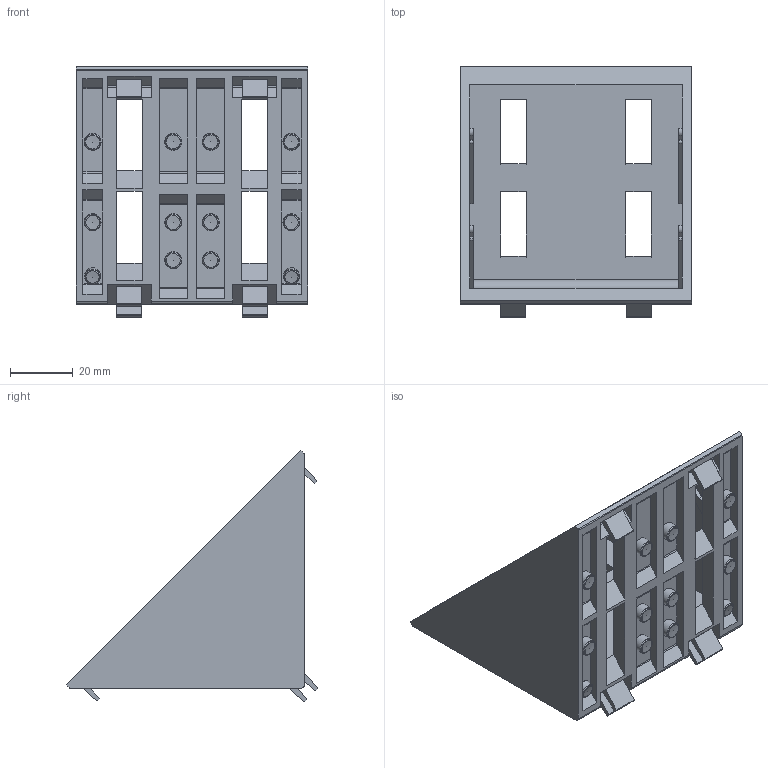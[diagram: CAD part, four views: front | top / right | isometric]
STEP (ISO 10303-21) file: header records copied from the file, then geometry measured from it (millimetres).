
FILE_DESCRIPTION(/* description */ ('STEP AP214'),/* implementation_level */ '2;1');
FILE_NAME(/* name */ '093W803N08',/* time_stamp */ '2022-07-08T09:52:19+02:00',/* author */ ('License CC BY-ND 4.0'),/* organization */ ('CADENAS'),/* preprocessor_version */ 'ST-DEVELOPER v18.102',/* originating_system */ 'PARTsolutions',/* authorisation */ ' ');
FILE_SCHEMA (('AUTOMOTIVE_DESIGN {1 0 10303 214 3 1 1}'));
Length unit declared in the file: millimetre
Products named in the file (2): 093W803N08; 093W803N08a
Assembly tree (1 placements, depth 2):
  093W803N08
    093W803N08a
Bounding box: 74 x 80.32 x 80.32 mm (x, y, z)
Volume: 56490.8 mm3; surface area: 37570 mm2
Topology: 1 solids, 13 shells, 423 faces, 1110 edges, 730 vertices
Faces by surface type: plane 237, cylinder 102, cone 60, torus 24
Full cylindrical faces by diameter (mm): 5 x2, 5.36 x10
Entity records: 12285 total; most frequent: CARTESIAN_POINT 2215, DIRECTION 2088, ORIENTED_EDGE 1944, EDGE_CURVE 972, AXIS2_PLACEMENT_3D 729, VERTEX_POINT 696, LINE 630, VECTOR 630
